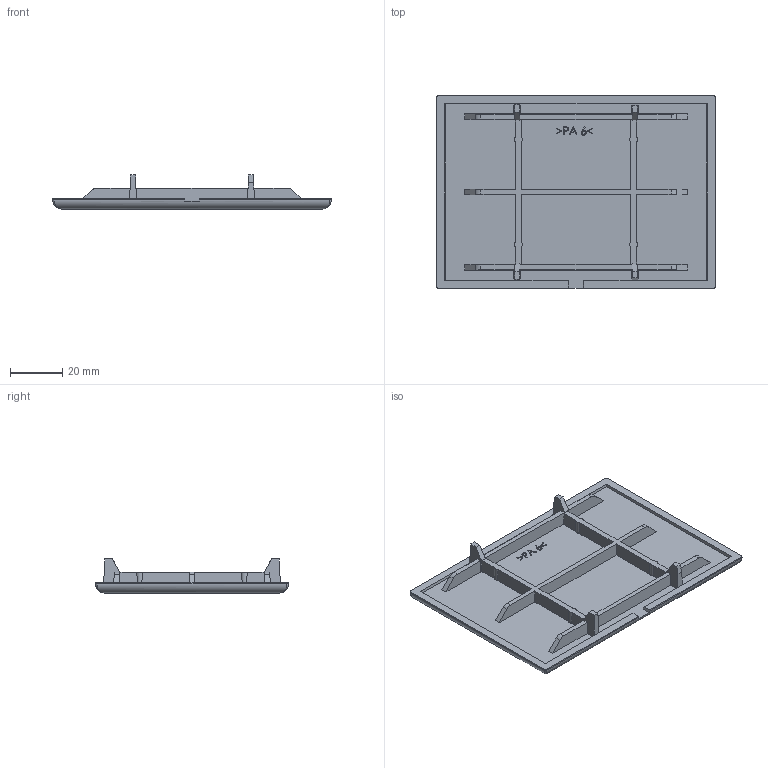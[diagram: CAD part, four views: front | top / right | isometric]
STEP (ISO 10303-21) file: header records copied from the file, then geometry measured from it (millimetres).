
FILE_DESCRIPTION (( 'STEP AP214' ), '1' );
FILE_NAME ('7268310', '2019-01-30T09:03:45', ( '' ), ('JUGARD+KÜNSTNER GmbH'), 'SwSTEP 2.0', 'SolidWorks 2017', '' );
FILE_SCHEMA (( 'AUTOMOTIVE_DESIGN' ));
Length unit declared in the file: millimetre
Products named in the file (1): 7268310
Bounding box: 106.2 x 73.5 x 13 mm (x, y, z)
Volume: 27606.9 mm3; surface area: 20464.5 mm2
Topology: 1 solids, 1 shells, 186 faces, 520 edges, 340 vertices
Faces by surface type: plane 141, cylinder 26, bspline 19
Entity records: 7156 total; most frequent: CARTESIAN_POINT 2556, ORIENTED_EDGE 1032, DIRECTION 816, EDGE_CURVE 516, VECTOR 416, LINE 416, VERTEX_POINT 340, AXIS2_PLACEMENT_3D 200
